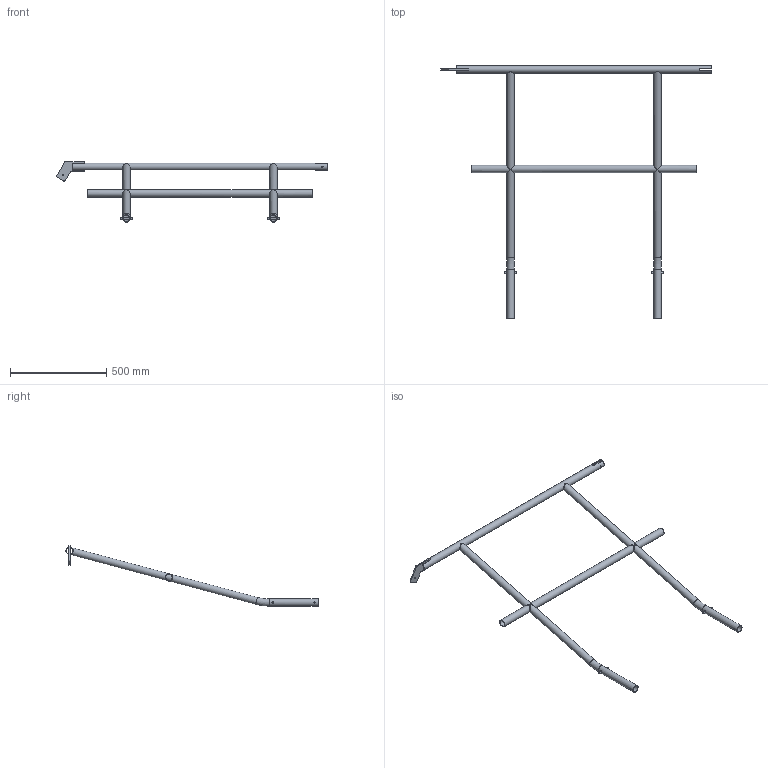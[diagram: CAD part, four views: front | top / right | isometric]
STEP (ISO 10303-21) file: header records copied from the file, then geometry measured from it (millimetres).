
FILE_DESCRIPTION(/* description */ (''),/* implementation_level */ '2;1');
FILE_NAME(/* name */ 'GE-17044_ASM_20_ASM.stp',/* time_stamp */ '2017-01-08T13:20:45-05:00',/* author */ ('jeff1'),/* organization */ (''),/* preprocessor_version */ 'ST-DEVELOPER v16.5',/* originating_system */ 'Autodesk Inventor 2017',/* authorisation */ '');
FILE_SCHEMA (('AUTOMOTIVE_DESIGN { 1 0 10303 214 3 1 1 }'));
Length unit declared in the file: inch
Products named in the file (7): GE-17044_ASM_20_ASM; GE-17044-01_12; GE-17044-02_3; GE-17044-03_8; GE-17044-04_6; GE-17044-05_5; GE-17044-06_10
Assembly tree (9 placements, depth 2):
  GE-17044_ASM_20_ASM
    GE-17044-01_12  x2
    GE-17044-02_3  x2
    GE-17044-03_8
    GE-17044-04_6
    GE-17044-05_5  x2
    GE-17044-06_10
Bounding box: 1402.61 x 1308.1 x 312.83 mm (x, y, z)
Volume: 1260045.5 mm3; surface area: 1166134.9 mm2
Topology: 9 solids, 9 shells, 85 faces, 213 edges, 144 vertices
Faces by surface type: cylinder 41, plane 40, torus 4
Full cylindrical faces by diameter (mm): 6.731 x7, 9.525 x6, 33.884 x8, 38.1 x8
Entity records: 2690 total; most frequent: CARTESIAN_POINT 966, DIRECTION 330, ORIENTED_EDGE 264, AXIS2_PLACEMENT_3D 134, EDGE_CURVE 132, EDGE_LOOP 104, VERTEX_POINT 98, FACE_OUTER_BOUND 64
